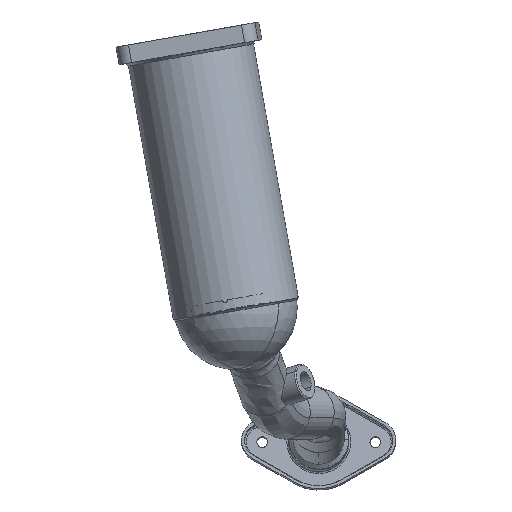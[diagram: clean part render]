
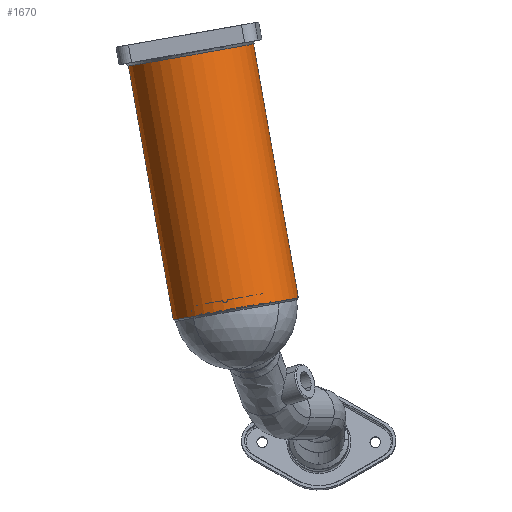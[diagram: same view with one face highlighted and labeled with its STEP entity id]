
A CAD part, left-side view. The second image highlights one B-rep face of the part: STEP entity #1670.
In plain terms, the highlighted cylindrical face has radius 53.3 mm (diameter 106.6 mm), a partial arc.
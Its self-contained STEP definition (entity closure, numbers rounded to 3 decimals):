
#1564=CARTESIAN_POINT('Axis2P3D Location',(-382.074,97.962,317.168)) ;
#1568=CARTESIAN_POINT('Vertex',(-382.074,45.472,326.423)) ;
#1570=CARTESIAN_POINT('Vertex',(-382.074,150.452,307.912)) ;
#1601=CARTESIAN_POINT('Axis2P3D Location',(-382.074,97.962,317.168)) ;
#1606=CARTESIAN_POINT('Line Origine',(-382.074,150.452,307.912)) ;
#1610=CARTESIAN_POINT('Vertex',(-382.074,112.163,90.762)) ;
#1613=CARTESIAN_POINT('Axis2P3D Location',(-382.074,59.672,100.018)) ;
#1617=CARTESIAN_POINT('Vertex',(-391.924,8.086,109.114)) ;
#1621=CARTESIAN_POINT('Control Point',(-391.924,8.086,109.114)) ;
#1622=CARTESIAN_POINT('Control Point',(-391.927,8.11,109.247)) ;
#1623=CARTESIAN_POINT('Control Point',(-391.919,8.133,109.381)) ;
#1624=CARTESIAN_POINT('Control Point',(-391.898,8.153,109.517)) ;
#1625=CARTESIAN_POINT('Control Point',(-391.817,8.196,109.854)) ;
#1626=CARTESIAN_POINT('Control Point',(-391.668,8.224,110.17)) ;
#1627=CARTESIAN_POINT('Control Point',(-391.556,8.234,110.343)) ;
#1628=CARTESIAN_POINT('Control Point',(-391.236,8.243,110.725)) ;
#1629=CARTESIAN_POINT('Control Point',(-390.814,8.218,111.)) ;
#1630=CARTESIAN_POINT('Control Point',(-390.536,8.192,111.116)) ;
#1631=CARTESIAN_POINT('Control Point',(-390.245,8.157,111.178)) ;
#1632=CARTESIAN_POINT('Control Point',(-389.952,8.114,111.185)) ;
#1633=CARTESIAN_POINT('Vertex',(-389.952,8.114,111.185)) ;
#1637=CARTESIAN_POINT('Control Point',(-389.952,8.114,111.185)) ;
#1638=CARTESIAN_POINT('Control Point',(-389.612,8.064,111.192)) ;
#1639=CARTESIAN_POINT('Control Point',(-389.273,8.005,111.136)) ;
#1640=CARTESIAN_POINT('Control Point',(-388.95,7.935,110.986)) ;
#1641=CARTESIAN_POINT('Control Point',(-388.439,7.806,110.622)) ;
#1642=CARTESIAN_POINT('Control Point',(-388.115,7.673,110.078)) ;
#1643=CARTESIAN_POINT('Control Point',(-388.005,7.609,109.788)) ;
#1644=CARTESIAN_POINT('Control Point',(-387.962,7.554,109.501)) ;
#1645=CARTESIAN_POINT('Control Point',(-387.969,7.504,109.216)) ;
#1646=CARTESIAN_POINT('Vertex',(-387.969,7.504,109.216)) ;
#1649=CARTESIAN_POINT('Axis2P3D Location',(-382.074,59.672,100.018)) ;
#1653=CARTESIAN_POINT('Vertex',(-382.074,7.182,109.273)) ;
#1656=CARTESIAN_POINT('Line Origine',(-382.074,45.472,326.423)) ;
#1565=DIRECTION('Axis2P3D Direction',(-0.,-0.174,-0.985)) ;
#1602=DIRECTION('Axis2P3D Direction',(0.,-0.174,-0.985)) ;
#1603=DIRECTION('Axis2P3D XDirection',(0.,-0.985,0.174)) ;
#1607=DIRECTION('Vector Direction',(0.,-0.174,-0.985)) ;
#1614=DIRECTION('Axis2P3D Direction',(0.,-0.174,-0.985)) ;
#1650=DIRECTION('Axis2P3D Direction',(0.,-0.174,-0.985)) ;
#1657=DIRECTION('Vector Direction',(0.,-0.174,-0.985)) ;
#1566=AXIS2_PLACEMENT_3D('Circle Axis2P3D',#1564,#1565,$) ;
#1604=AXIS2_PLACEMENT_3D('Cylinder Axis2P3D',#1601,#1602,#1603) ;
#1615=AXIS2_PLACEMENT_3D('Circle Axis2P3D',#1613,#1614,$) ;
#1651=AXIS2_PLACEMENT_3D('Circle Axis2P3D',#1649,#1650,$) ;
#1662=ORIENTED_EDGE('',*,*,#1572,.T.) ;
#1663=ORIENTED_EDGE('',*,*,#1612,.T.) ;
#1664=ORIENTED_EDGE('',*,*,#1619,.F.) ;
#1665=ORIENTED_EDGE('',*,*,#1635,.T.) ;
#1666=ORIENTED_EDGE('',*,*,#1648,.T.) ;
#1667=ORIENTED_EDGE('',*,*,#1655,.F.) ;
#1668=ORIENTED_EDGE('',*,*,#1660,.F.) ;
#1608=VECTOR('Line Direction',#1607,1.) ;
#1658=VECTOR('Line Direction',#1657,1.) ;
#1670=ADVANCED_FACE('Body.3 ( *SOL3 - wsp *MASTER -  )',(#1669),#1605,.T.) ;
#1620=B_SPLINE_CURVE_WITH_KNOTS('',5,(#1621,#1622,#1623,#1624,#1625,#1626,#1627,#1628,#1629,#1630,#1631,#1632),.UNSPECIFIED.,.F.,.U.,(6,3,3,6),(0.,0.968,2.425,4.535),.UNSPECIFIED.) ;
#1636=B_SPLINE_CURVE_WITH_KNOTS('',5,(#1637,#1638,#1639,#1640,#1641,#1642,#1643,#1644,#1645),.UNSPECIFIED.,.F.,.U.,(6,3,6),(0.,2.456,4.533),.UNSPECIFIED.) ;
#1567=CIRCLE('generated circle',#1566,53.3) ;
#1616=CIRCLE('generated circle',#1615,53.3) ;
#1652=CIRCLE('generated circle',#1651,53.3) ;
#1605=CYLINDRICAL_SURFACE('generated cylinder',#1604,53.3) ;
#1572=EDGE_CURVE('',#1569,#1571,#1567,.T.) ;
#1612=EDGE_CURVE('',#1571,#1611,#1609,.T.) ;
#1619=EDGE_CURVE('',#1618,#1611,#1616,.T.) ;
#1635=EDGE_CURVE('',#1618,#1634,#1620,.T.) ;
#1648=EDGE_CURVE('',#1634,#1647,#1636,.T.) ;
#1655=EDGE_CURVE('',#1654,#1647,#1652,.T.) ;
#1660=EDGE_CURVE('',#1569,#1654,#1659,.T.) ;
#1661=EDGE_LOOP('',(#1662,#1663,#1664,#1665,#1666,#1667,#1668)) ;
#1669=FACE_OUTER_BOUND('',#1661,.T.) ;
#1609=LINE('Line',#1606,#1608) ;
#1659=LINE('Line',#1656,#1658) ;
#1569=VERTEX_POINT('',#1568) ;
#1571=VERTEX_POINT('',#1570) ;
#1611=VERTEX_POINT('',#1610) ;
#1618=VERTEX_POINT('',#1617) ;
#1634=VERTEX_POINT('',#1633) ;
#1647=VERTEX_POINT('',#1646) ;
#1654=VERTEX_POINT('',#1653) ;
